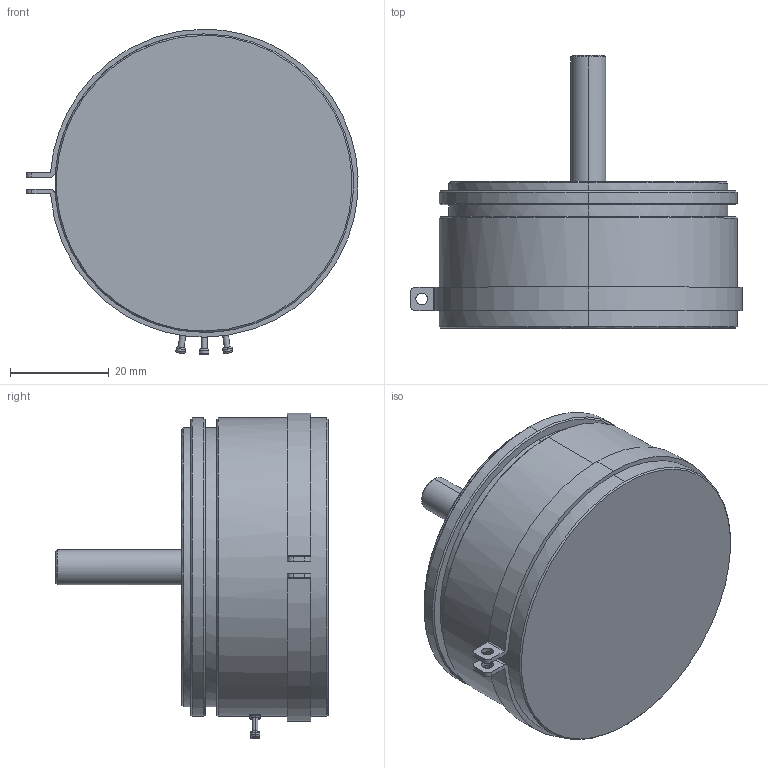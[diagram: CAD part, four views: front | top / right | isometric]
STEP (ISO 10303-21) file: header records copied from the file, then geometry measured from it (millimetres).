
FILE_DESCRIPTION(('FreeCAD Model'),'2;1');
FILE_NAME('Open CASCADE Shape Model','2025-05-09T19:44:29',('FreeCAD'),( 'FreeCAD'),'Open CASCADE STEP processor 7.6','FreeCAD','Unknown');
FILE_SCHEMA(('AUTOMOTIVE_DESIGN { 1 0 10303 214 1 1 1 1 }'));
Length unit declared in the file: millimetre
Products named in the file (1): Open CASCADE STEP translator 7.6 1
Bounding box: 67.13 x 55.15 x 65.82 mm (x, y, z)
Volume: 85229.4 mm3; surface area: 13262.5 mm2
Topology: 4 solids, 4 shells, 109 faces, 240 edges, 143 vertices
Faces by surface type: bspline 109
Entity records: 3302 total; most frequent: CARTESIAN_POINT 1968, ORIENTED_EDGE 468, EDGE_CURVE 234, VERTEX_POINT 143, FACE_BOUND 123, EDGE_LOOP 123, ADVANCED_FACE 109, B_SPLINE_CURVE_WITH_KNOTS 88
